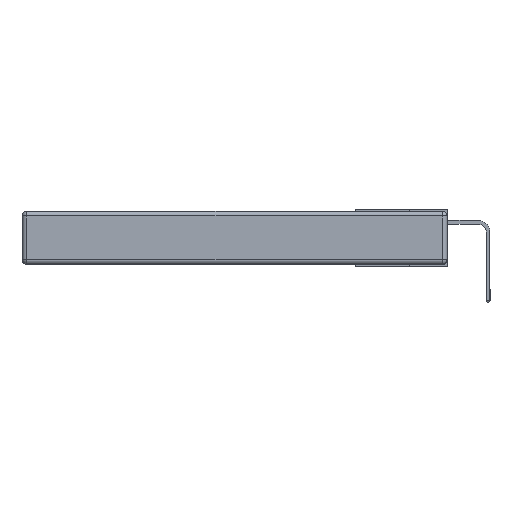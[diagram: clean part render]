
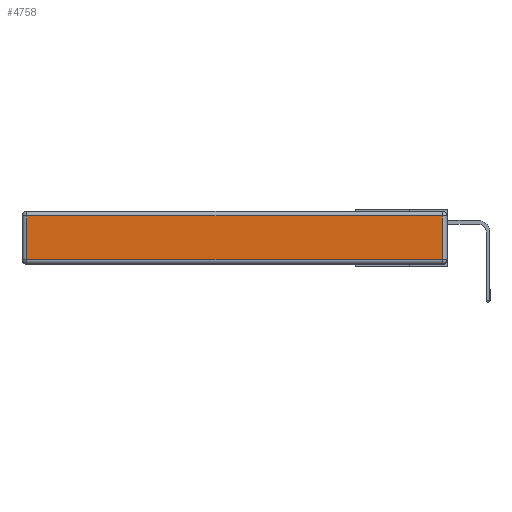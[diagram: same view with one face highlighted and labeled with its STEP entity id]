
A CAD part, left-side view. The second image highlights one B-rep face of the part: STEP entity #4758.
In plain terms, the highlighted planar face has unit normal (-1, 0, 0).
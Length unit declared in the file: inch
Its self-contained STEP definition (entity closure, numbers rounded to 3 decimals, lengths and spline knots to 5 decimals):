
#825 = VERTEX_POINT ( 'NONE', #12014 ) ;
#1226 = DIRECTION ( 'NONE',  ( 0., 0., 1. ) ) ;
#2882 = PLANE ( 'NONE',  #6086 ) ;
#3111 = CARTESIAN_POINT ( 'NONE',  ( 0., 0., -0.343 ) ) ;
#3652 = LINE ( 'NONE', #21006, #21527 ) ;
#3693 = CARTESIAN_POINT ( 'NONE',  ( 0., 0., -0.313 ) ) ;
#3694 = DIRECTION ( 'NONE',  ( 0., 0., -1. ) ) ;
#3805 = DIRECTION ( 'NONE',  ( 0., 0., 1. ) ) ;
#4269 = DIRECTION ( 'NONE',  ( 0., 1., 0. ) ) ;
#4621 = CARTESIAN_POINT ( 'NONE',  ( 0., 0.03, -0.03 ) ) ;
#4758 = ADVANCED_FACE ( 'NONE', ( #6976 ), #2882, .T. ) ;
#4982 = EDGE_CURVE ( 'NONE', #9058, #17409, #12386, .T. ) ;
#5385 = ORIENTED_EDGE ( 'NONE', *, *, #15438, .T. ) ;
#5578 = LINE ( 'NONE', #14346, #20239 ) ;
#5708 = EDGE_CURVE ( 'NONE', #20462, #9058, #5578, .T. ) ;
#6086 = AXIS2_PLACEMENT_3D ( 'NONE', #3111, #6600, #1226 ) ;
#6321 = LINE ( 'NONE', #3693, #21474 ) ;
#6600 = DIRECTION ( 'NONE',  ( -1., 0., 0. ) ) ;
#6643 = CARTESIAN_POINT ( 'NONE',  ( 0., 2.72, -0.313 ) ) ;
#6800 = EDGE_CURVE ( 'NONE', #825, #20462, #3652, .T. ) ;
#6976 = FACE_OUTER_BOUND ( 'NONE', #7775, .T. ) ;
#7775 = EDGE_LOOP ( 'NONE', ( #5385, #14937, #11136, #15552 ) ) ;
#9058 = VERTEX_POINT ( 'NONE', #22085 ) ;
#10679 = DIRECTION ( 'NONE',  ( 0., -1., 0. ) ) ;
#11136 = ORIENTED_EDGE ( 'NONE', *, *, #5708, .T. ) ;
#12014 = CARTESIAN_POINT ( 'NONE',  ( 0., 0.03, -0.313 ) ) ;
#12386 = LINE ( 'NONE', #13958, #21288 ) ;
#13958 = CARTESIAN_POINT ( 'NONE',  ( 0., 2.72, -0.343 ) ) ;
#14346 = CARTESIAN_POINT ( 'NONE',  ( 0., 2.75, -0.03 ) ) ;
#14937 = ORIENTED_EDGE ( 'NONE', *, *, #6800, .T. ) ;
#15438 = EDGE_CURVE ( 'NONE', #17409, #825, #6321, .T. ) ;
#15552 = ORIENTED_EDGE ( 'NONE', *, *, #4982, .T. ) ;
#17409 = VERTEX_POINT ( 'NONE', #6643 ) ;
#20239 = VECTOR ( 'NONE', #4269, 39.37008 ) ;
#20462 = VERTEX_POINT ( 'NONE', #4621 ) ;
#21006 = CARTESIAN_POINT ( 'NONE',  ( 0., 0.03, -0.343 ) ) ;
#21288 = VECTOR ( 'NONE', #3694, 39.37008 ) ;
#21474 = VECTOR ( 'NONE', #10679, 39.37008 ) ;
#21527 = VECTOR ( 'NONE', #3805, 39.37008 ) ;
#22085 = CARTESIAN_POINT ( 'NONE',  ( 0., 2.72, -0.03 ) ) ;
